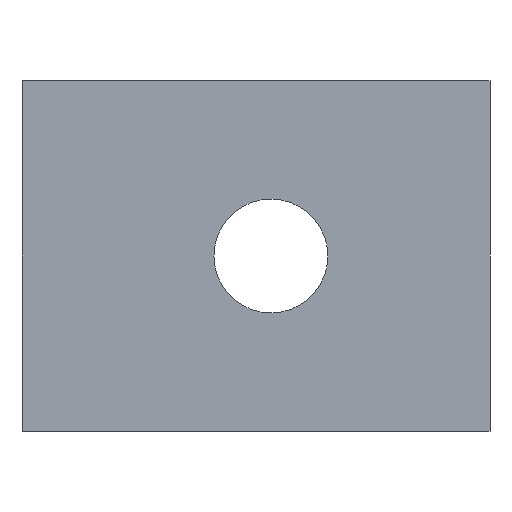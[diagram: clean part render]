
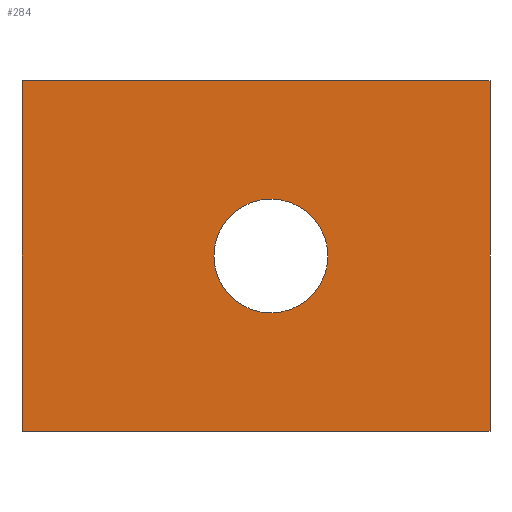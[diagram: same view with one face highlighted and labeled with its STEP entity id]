
A CAD part, front view. The second image highlights one B-rep face of the part: STEP entity #284.
In plain terms, the highlighted planar face has unit normal (0, -1, 0).
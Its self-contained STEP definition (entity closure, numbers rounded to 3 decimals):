
#2 = CARTESIAN_POINT ( 'NONE',  ( 0., 0., 20. ) ) ;
#7 = EDGE_CURVE ( 'NONE', #420, #488, #148, .T. ) ;
#38 = CARTESIAN_POINT ( 'NONE',  ( 53.4, 0., -20. ) ) ;
#40 = PLANE ( 'NONE',  #129 ) ;
#49 = LINE ( 'NONE', #232, #377 ) ;
#53 = EDGE_CURVE ( 'NONE', #420, #224, #368, .T. ) ;
#55 = CARTESIAN_POINT ( 'NONE',  ( 0., 0., 20. ) ) ;
#69 = CIRCLE ( 'NONE', #257, 6.5 ) ;
#81 = CARTESIAN_POINT ( 'NONE',  ( 0., 0., -20. ) ) ;
#83 = DIRECTION ( 'NONE',  ( 0., 0., -1. ) ) ;
#88 = VECTOR ( 'NONE', #346, 1000. ) ;
#90 = VERTEX_POINT ( 'NONE', #179 ) ;
#98 = ORIENTED_EDGE ( 'NONE', *, *, #53, .F. ) ;
#110 = ORIENTED_EDGE ( 'NONE', *, *, #403, .T. ) ;
#118 = CARTESIAN_POINT ( 'NONE',  ( 9., 0., 20. ) ) ;
#120 = DIRECTION ( 'NONE',  ( 1., 0., 0. ) ) ;
#124 = DIRECTION ( 'NONE',  ( 0., -1., 0. ) ) ;
#129 = AXIS2_PLACEMENT_3D ( 'NONE', #237, #124, #83 ) ;
#130 = VECTOR ( 'NONE', #347, 1000. ) ;
#148 = LINE ( 'NONE', #2, #130 ) ;
#156 = FACE_BOUND ( 'NONE', #435, .T. ) ;
#159 = DIRECTION ( 'NONE',  ( 0., 1., 0. ) ) ;
#179 = CARTESIAN_POINT ( 'NONE',  ( 53.4, 0., -20. ) ) ;
#190 = VECTOR ( 'NONE', #447, 1000. ) ;
#194 = LINE ( 'NONE', #81, #320 ) ;
#197 = DIRECTION ( 'NONE',  ( -1., 0., 0. ) ) ;
#202 = VERTEX_POINT ( 'NONE', #254 ) ;
#205 = ORIENTED_EDGE ( 'NONE', *, *, #419, .F. ) ;
#210 = CARTESIAN_POINT ( 'NONE',  ( 28.4, 0., 6.5 ) ) ;
#214 = CARTESIAN_POINT ( 'NONE',  ( 53.4, 0., 20. ) ) ;
#221 = CARTESIAN_POINT ( 'NONE',  ( 0., 0., -20. ) ) ;
#224 = VERTEX_POINT ( 'NONE', #214 ) ;
#232 = CARTESIAN_POINT ( 'NONE',  ( 0., 0., -20. ) ) ;
#233 = EDGE_CURVE ( 'NONE', #90, #224, #417, .T. ) ;
#234 = DIRECTION ( 'NONE',  ( 0., 0., 1. ) ) ;
#237 = CARTESIAN_POINT ( 'NONE',  ( 0., 0., -20. ) ) ;
#244 = CARTESIAN_POINT ( 'NONE',  ( 9., 0., -20. ) ) ;
#254 = CARTESIAN_POINT ( 'NONE',  ( 0., 0., -20. ) ) ;
#257 = AXIS2_PLACEMENT_3D ( 'NONE', #311, #159, #234 ) ;
#265 = EDGE_CURVE ( 'NONE', #202, #488, #423, .T. ) ;
#284 = ADVANCED_FACE ( 'NONE', ( #156, #475 ), #40, .T. ) ;
#290 = ORIENTED_EDGE ( 'NONE', *, *, #265, .F. ) ;
#311 = CARTESIAN_POINT ( 'NONE',  ( 28.4, 0., 0. ) ) ;
#320 = VECTOR ( 'NONE', #120, 1000. ) ;
#326 = CARTESIAN_POINT ( 'NONE',  ( 0., 0., 20. ) ) ;
#327 = ORIENTED_EDGE ( 'NONE', *, *, #7, .T. ) ;
#345 = DIRECTION ( 'NONE',  ( 0., 0., 1. ) ) ;
#346 = DIRECTION ( 'NONE',  ( 0., 0., 1. ) ) ;
#347 = DIRECTION ( 'NONE',  ( -1., 0., 0. ) ) ;
#351 = VECTOR ( 'NONE', #345, 1000. ) ;
#368 = LINE ( 'NONE', #326, #190 ) ;
#377 = VECTOR ( 'NONE', #197, 1000. ) ;
#396 = EDGE_CURVE ( 'NONE', #446, #446, #69, .T. ) ;
#403 = EDGE_CURVE ( 'NONE', #493, #90, #194, .T. ) ;
#415 = ORIENTED_EDGE ( 'NONE', *, *, #233, .T. ) ;
#417 = LINE ( 'NONE', #38, #88 ) ;
#419 = EDGE_CURVE ( 'NONE', #493, #202, #49, .T. ) ;
#420 = VERTEX_POINT ( 'NONE', #118 ) ;
#423 = LINE ( 'NONE', #221, #351 ) ;
#435 = EDGE_LOOP ( 'NONE', ( #455 ) ) ;
#446 = VERTEX_POINT ( 'NONE', #210 ) ;
#447 = DIRECTION ( 'NONE',  ( 1., 0., 0. ) ) ;
#448 = EDGE_LOOP ( 'NONE', ( #98, #327, #290, #205, #110, #415 ) ) ;
#455 = ORIENTED_EDGE ( 'NONE', *, *, #396, .T. ) ;
#475 = FACE_OUTER_BOUND ( 'NONE', #448, .T. ) ;
#488 = VERTEX_POINT ( 'NONE', #55 ) ;
#493 = VERTEX_POINT ( 'NONE', #244 ) ;
